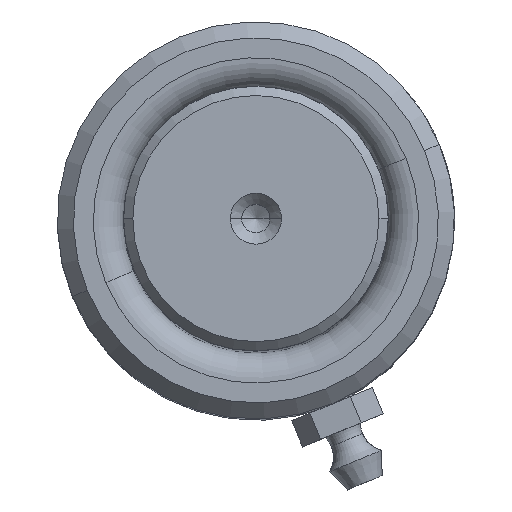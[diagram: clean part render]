
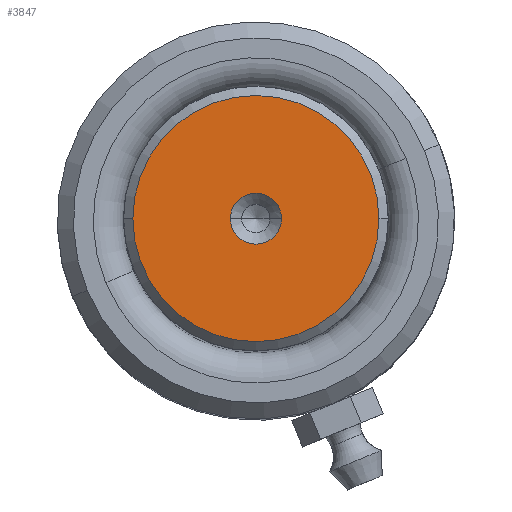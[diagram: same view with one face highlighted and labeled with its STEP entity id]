
A CAD part, top view. The second image highlights one B-rep face of the part: STEP entity #3847.
In plain terms, the highlighted planar face has unit normal (0, 0, 1).
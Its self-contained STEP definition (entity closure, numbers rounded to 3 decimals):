
#34 = CIRCLE ( 'NONE', #4913, 2.7 ) ;
#51 = CARTESIAN_POINT ( 'NONE',  ( 0., 0., 190. ) ) ;
#81 = VERTEX_POINT ( 'NONE', #5073 ) ;
#626 = VERTEX_POINT ( 'NONE', #5684 ) ;
#842 = DIRECTION ( 'NONE',  ( 1., 0., 0. ) ) ;
#1008 = DIRECTION ( 'NONE',  ( 1., 0., 0. ) ) ;
#1247 = DIRECTION ( 'NONE',  ( 1., 0., 0. ) ) ;
#1547 = VERTEX_POINT ( 'NONE', #4474 ) ;
#1798 = CIRCLE ( 'NONE', #3684, 2.7 ) ;
#1814 = ORIENTED_EDGE ( 'NONE', *, *, #7537, .F. ) ;
#2416 = DIRECTION ( 'NONE',  ( 0., 0., 1. ) ) ;
#2559 = CARTESIAN_POINT ( 'NONE',  ( 0., 0., 190. ) ) ;
#2925 = AXIS2_PLACEMENT_3D ( 'NONE', #2559, #6706, #842 ) ;
#3300 = CARTESIAN_POINT ( 'NONE',  ( 0., 0., 190. ) ) ;
#3587 = DIRECTION ( 'NONE',  ( 0., 0., 1. ) ) ;
#3624 = FACE_BOUND ( 'NONE', #5302, .T. ) ;
#3684 = AXIS2_PLACEMENT_3D ( 'NONE', #5870, #3587, #4173 ) ;
#3847 = ADVANCED_FACE ( 'NONE', ( #3624, #6092 ), #6653, .T. ) ;
#4169 = DIRECTION ( 'NONE',  ( 0., 0., 1. ) ) ;
#4173 = DIRECTION ( 'NONE',  ( 1., 0., 0. ) ) ;
#4227 = DIRECTION ( 'NONE',  ( 1., 0., 0. ) ) ;
#4276 = CIRCLE ( 'NONE', #5752, 13.012 ) ;
#4474 = CARTESIAN_POINT ( 'NONE',  ( -13.012, 0., 190. ) ) ;
#4529 = DIRECTION ( 'NONE',  ( 0., 0., 1. ) ) ;
#4666 = EDGE_CURVE ( 'NONE', #4670, #626, #1798, .T. ) ;
#4670 = VERTEX_POINT ( 'NONE', #7612 ) ;
#4913 = AXIS2_PLACEMENT_3D ( 'NONE', #51, #4169, #1247 ) ;
#5073 = CARTESIAN_POINT ( 'NONE',  ( 13.012, 0., 190. ) ) ;
#5123 = EDGE_LOOP ( 'NONE', ( #5130, #7494 ) ) ;
#5130 = ORIENTED_EDGE ( 'NONE', *, *, #6359, .T. ) ;
#5302 = EDGE_LOOP ( 'NONE', ( #7215, #1814 ) ) ;
#5558 = CIRCLE ( 'NONE', #6606, 13.012 ) ;
#5684 = CARTESIAN_POINT ( 'NONE',  ( -2.7, 0., 190. ) ) ;
#5752 = AXIS2_PLACEMENT_3D ( 'NONE', #3300, #4529, #1008 ) ;
#5870 = CARTESIAN_POINT ( 'NONE',  ( 0., 0., 190. ) ) ;
#6092 = FACE_OUTER_BOUND ( 'NONE', #5123, .T. ) ;
#6359 = EDGE_CURVE ( 'NONE', #1547, #81, #4276, .T. ) ;
#6443 = CARTESIAN_POINT ( 'NONE',  ( 0., 0., 190. ) ) ;
#6606 = AXIS2_PLACEMENT_3D ( 'NONE', #6443, #2416, #4227 ) ;
#6653 = PLANE ( 'NONE',  #2925 ) ;
#6682 = EDGE_CURVE ( 'NONE', #81, #1547, #5558, .T. ) ;
#6706 = DIRECTION ( 'NONE',  ( 0., 0., 1. ) ) ;
#7215 = ORIENTED_EDGE ( 'NONE', *, *, #4666, .F. ) ;
#7494 = ORIENTED_EDGE ( 'NONE', *, *, #6682, .T. ) ;
#7537 = EDGE_CURVE ( 'NONE', #626, #4670, #34, .T. ) ;
#7612 = CARTESIAN_POINT ( 'NONE',  ( 2.7, 0., 190. ) ) ;
